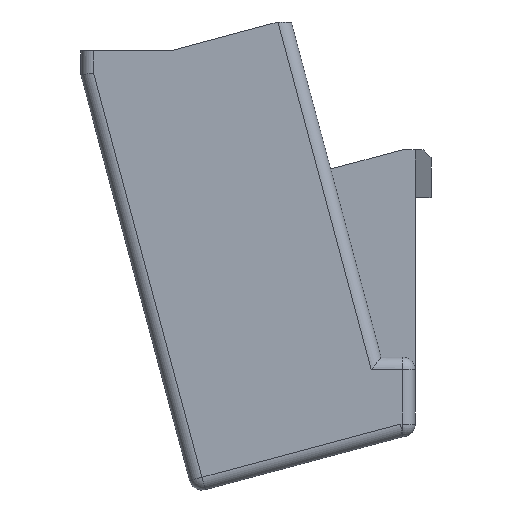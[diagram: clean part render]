
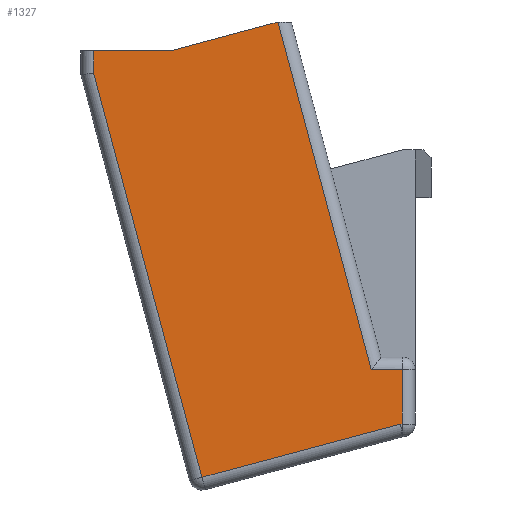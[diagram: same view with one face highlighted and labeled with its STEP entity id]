
A CAD part, left-side view. The second image highlights one B-rep face of the part: STEP entity #1327.
In plain terms, the highlighted planar face has unit normal (-1, 0, 0).
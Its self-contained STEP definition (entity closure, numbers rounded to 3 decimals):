
#135=FACE_OUTER_BOUND('',#215,.T.);
#215=EDGE_LOOP('',(#1090,#1091,#1092,#1093,#1094,#1095,#1096,#1097,#1098));
#326=LINE('',#2022,#479);
#330=LINE('',#2044,#483);
#336=LINE('',#2078,#489);
#343=LINE('',#2110,#496);
#345=LINE('',#2114,#498);
#347=LINE('',#2120,#500);
#351=LINE('',#2128,#504);
#365=LINE('',#2154,#518);
#366=LINE('',#2155,#519);
#479=VECTOR('',#1607,10.);
#483=VECTOR('',#1633,10.);
#489=VECTOR('',#1671,10.);
#496=VECTOR('',#1712,10.);
#498=VECTOR('',#1716,10.);
#500=VECTOR('',#1724,10.);
#504=VECTOR('',#1734,10.);
#518=VECTOR('',#1762,10.);
#519=VECTOR('',#1763,10.);
#588=VERTEX_POINT('',#1952);
#611=VERTEX_POINT('',#2021);
#615=VERTEX_POINT('',#2032);
#625=VERTEX_POINT('',#2061);
#630=VERTEX_POINT('',#2077);
#631=VERTEX_POINT('',#2081);
#639=VERTEX_POINT('',#2113);
#640=VERTEX_POINT('',#2119);
#646=VERTEX_POINT('',#2153);
#745=EDGE_CURVE('',#588,#611,#326,.T.);
#756=EDGE_CURVE('',#611,#615,#330,.T.);
#772=EDGE_CURVE('',#625,#630,#336,.T.);
#789=EDGE_CURVE('',#630,#631,#343,.T.);
#791=EDGE_CURVE('',#631,#639,#345,.T.);
#794=EDGE_CURVE('',#639,#640,#347,.T.);
#799=EDGE_CURVE('',#615,#625,#351,.T.);
#813=EDGE_CURVE('',#646,#588,#365,.T.);
#814=EDGE_CURVE('',#640,#646,#366,.T.);
#1090=ORIENTED_EDGE('',*,*,#745,.F.);
#1091=ORIENTED_EDGE('',*,*,#813,.F.);
#1092=ORIENTED_EDGE('',*,*,#814,.F.);
#1093=ORIENTED_EDGE('',*,*,#794,.F.);
#1094=ORIENTED_EDGE('',*,*,#791,.F.);
#1095=ORIENTED_EDGE('',*,*,#789,.F.);
#1096=ORIENTED_EDGE('',*,*,#772,.F.);
#1097=ORIENTED_EDGE('',*,*,#799,.F.);
#1098=ORIENTED_EDGE('',*,*,#756,.F.);
#1251=PLANE('',#1437);
#1327=ADVANCED_FACE('',(#135),#1251,.T.);
#1437=AXIS2_PLACEMENT_3D('',#2152,#1760,#1761);
#1607=DIRECTION('',(0.,-0.259,-0.966));
#1633=DIRECTION('',(0.,-1.,0.));
#1671=DIRECTION('',(0.,1.,0.));
#1712=DIRECTION('',(0.,0.966,-0.259));
#1716=DIRECTION('',(0.,0.259,0.966));
#1724=DIRECTION('',(0.,0.,1.));
#1734=DIRECTION('',(0.,0.,-1.));
#1760=DIRECTION('center_axis',(-1.,0.,0.));
#1761=DIRECTION('ref_axis',(0.,-0.966,0.259));
#1762=DIRECTION('',(0.,-0.966,0.259));
#1763=DIRECTION('',(0.,-1.,0.));
#1952=CARTESIAN_POINT('',(-14.05,15.599,52.036));
#2021=CARTESIAN_POINT('',(-14.05,3.907,8.4));
#2022=CARTESIAN_POINT('',(-14.05,1.545,-0.414));
#2032=CARTESIAN_POINT('',(-14.05,0.,8.4));
#2044=CARTESIAN_POINT('',(-14.05,12.337,8.4));
#2061=CARTESIAN_POINT('',(-14.05,0.,1.6));
#2077=CARTESIAN_POINT('',(-14.05,0.211,1.6));
#2078=CARTESIAN_POINT('',(-14.05,12.737,1.6));
#2081=CARTESIAN_POINT('',(-14.05,25.142,-5.08));
#2110=CARTESIAN_POINT('',(-14.05,20.119,-3.734));
#2113=CARTESIAN_POINT('',(-14.05,38.727,45.621));
#2114=CARTESIAN_POINT('',(-14.05,24.728,-6.626));
#2119=CARTESIAN_POINT('',(-14.05,38.727,48.41));
#2120=CARTESIAN_POINT('',(-14.05,38.727,19.185));
#2128=CARTESIAN_POINT('',(-14.05,0.,-3.52));
#2152=CARTESIAN_POINT('Origin',(-14.05,26.273,-7.04));
#2153=CARTESIAN_POINT('',(-14.05,29.131,48.41));
#2154=CARTESIAN_POINT('',(-14.05,33.759,47.17));
#2155=CARTESIAN_POINT('',(-14.05,31.93,48.41));
